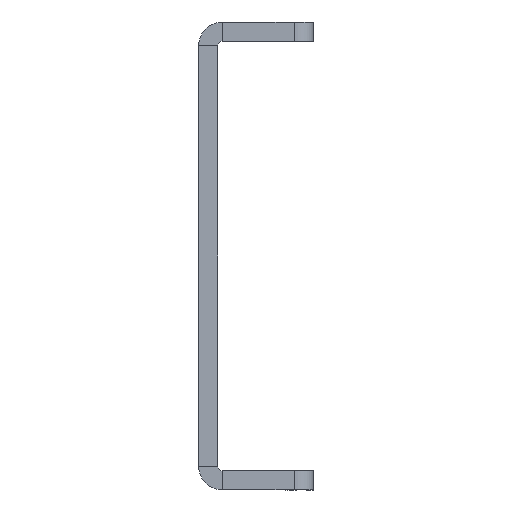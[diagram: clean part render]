
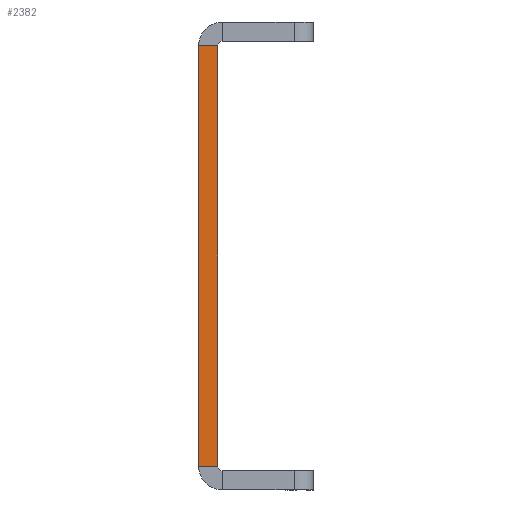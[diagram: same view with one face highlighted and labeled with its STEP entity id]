
A CAD part, left-side view. The second image highlights one B-rep face of the part: STEP entity #2382.
In plain terms, the highlighted planar face has unit normal (-1, 0, 0).
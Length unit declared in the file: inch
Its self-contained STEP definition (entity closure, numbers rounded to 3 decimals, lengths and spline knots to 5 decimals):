
#33 = ORIENTED_EDGE ( 'NONE', *, *, #1769, .F. ) ;
#117 = FACE_OUTER_BOUND ( 'NONE', #8282, .T. ) ;
#193 = CARTESIAN_POINT ( 'NONE',  ( 0., 0.125, 0. ) ) ;
#300 = DIRECTION ( 'NONE',  ( 0., 0., 1. ) ) ;
#561 = ORIENTED_EDGE ( 'NONE', *, *, #3246, .T. ) ;
#1636 = ORIENTED_EDGE ( 'NONE', *, *, #11868, .T. ) ;
#1769 = EDGE_CURVE ( 'NONE', #12545, #12823, #7096, .T. ) ;
#2379 = EDGE_CURVE ( 'NONE', #12823, #10783, #8830, .T. ) ;
#2382 = ADVANCED_FACE ( 'NONE', ( #117 ), #5532, .F. ) ;
#3246 = EDGE_CURVE ( 'NONE', #12545, #10499, #10309, .T. ) ;
#3411 = CARTESIAN_POINT ( 'NONE',  ( 0., 0.125, 0. ) ) ;
#3517 = CARTESIAN_POINT ( 'NONE',  ( 0., 0., -2.75 ) ) ;
#4384 = LINE ( 'NONE', #14239, #6480 ) ;
#4549 = AXIS2_PLACEMENT_3D ( 'NONE', #3411, #12180, #9916 ) ;
#5532 = PLANE ( 'NONE',  #4549 ) ;
#5554 = DIRECTION ( 'NONE',  ( 0., 1., 0. ) ) ;
#5927 = DIRECTION ( 'NONE',  ( 0., 1., 0. ) ) ;
#6316 = CARTESIAN_POINT ( 'NONE',  ( 0., 0., -2.75 ) ) ;
#6348 = CARTESIAN_POINT ( 'NONE',  ( 0., 0., 0. ) ) ;
#6470 = CARTESIAN_POINT ( 'NONE',  ( 0., 0.125, 0. ) ) ;
#6480 = VECTOR ( 'NONE', #5554, 39.37008 ) ;
#7096 = LINE ( 'NONE', #9296, #10608 ) ;
#8282 = EDGE_LOOP ( 'NONE', ( #33, #561, #1636, #11191 ) ) ;
#8830 = LINE ( 'NONE', #193, #9921 ) ;
#9296 = CARTESIAN_POINT ( 'NONE',  ( 0., 0.125, -2.75 ) ) ;
#9916 = DIRECTION ( 'NONE',  ( 0., 1., 0. ) ) ;
#9921 = VECTOR ( 'NONE', #12111, 39.37008 ) ;
#10309 = LINE ( 'NONE', #3517, #11725 ) ;
#10499 = VERTEX_POINT ( 'NONE', #6348 ) ;
#10608 = VECTOR ( 'NONE', #5927, 39.37008 ) ;
#10783 = VERTEX_POINT ( 'NONE', #6470 ) ;
#11191 = ORIENTED_EDGE ( 'NONE', *, *, #2379, .F. ) ;
#11725 = VECTOR ( 'NONE', #300, 39.37008 ) ;
#11868 = EDGE_CURVE ( 'NONE', #10499, #10783, #4384, .T. ) ;
#12111 = DIRECTION ( 'NONE',  ( 0., 0., 1. ) ) ;
#12180 = DIRECTION ( 'NONE',  ( 1., 0., 0. ) ) ;
#12545 = VERTEX_POINT ( 'NONE', #6316 ) ;
#12823 = VERTEX_POINT ( 'NONE', #13173 ) ;
#13173 = CARTESIAN_POINT ( 'NONE',  ( 0., 0.125, -2.75 ) ) ;
#14239 = CARTESIAN_POINT ( 'NONE',  ( 0., 0.125, 0. ) ) ;
